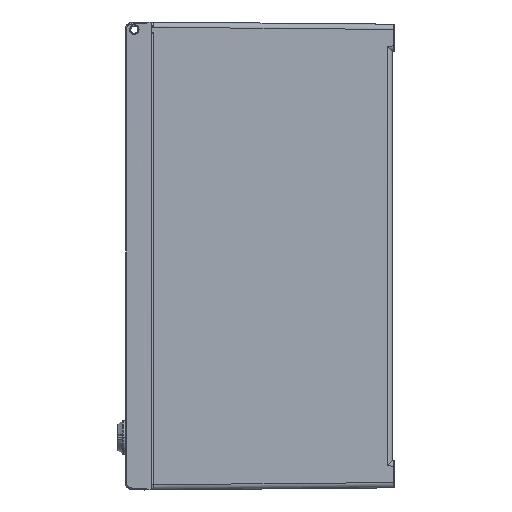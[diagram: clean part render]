
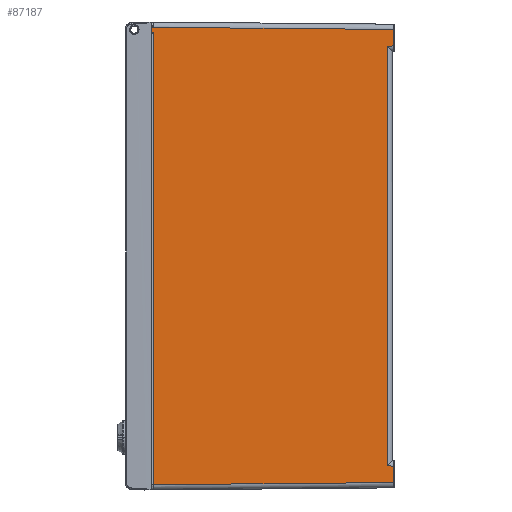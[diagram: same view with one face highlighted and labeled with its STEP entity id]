
A CAD part, left-side view. The second image highlights one B-rep face of the part: STEP entity #87187.
In plain terms, the highlighted planar face has unit normal (-1, -0.018, 0).
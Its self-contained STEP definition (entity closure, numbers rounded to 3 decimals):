
#2042=CARTESIAN_POINT('',(-285.217,-1.016,
179.517));
#2181=DIRECTION('',(0.017,-1.,0.017));
#2182=VECTOR('',#2181,5.44);
#2183=CARTESIAN_POINT('',(-285.311,4.421,179.422));
#2184=LINE('',#2183,#2182);
#2202=CARTESIAN_POINT('',(-285.311,4.421,
-179.422));
#2207=DIRECTION('',(0.,0.,1.));
#2208=VECTOR('',#2207,358.844);
#2209=CARTESIAN_POINT('',(-285.311,4.421,
-179.422));
#2210=LINE('',#2209,#2208);
#2214=CARTESIAN_POINT('',(-285.311,4.421,179.422));
#2241=CARTESIAN_POINT('',(-285.217,-1.014,
-179.517));
#2445=CARTESIAN_POINT('',(-285.217,-1.016,
-193.659));
#31130=CARTESIAN_POINT('',(-288.796,204.044,
195.521));
#31181=DIRECTION('',(-0.017,1.,0.017));
#31182=VECTOR('',#31181,9.968);
#31183=CARTESIAN_POINT('',(-288.796,204.035,
190.971));
#31184=LINE('',#31183,#31182);
#31188=DIRECTION('',(0.017,-1.,0.016));
#31189=VECTOR('',#31188,9.958);
#31190=CARTESIAN_POINT('',(-288.97,214.,
195.365));
#31191=LINE('',#31190,#31189);
#31195=DIRECTION('',(0.017,-1.,-0.009));
#31196=VECTOR('',#31195,205.088);
#31197=CARTESIAN_POINT('',(-288.796,204.035,
195.448));
#31198=LINE('',#31197,#31196);
#31202=DIRECTION('',(0.017,-1.,-0.017));
#31203=VECTOR('',#31202,5.437);
#31204=CARTESIAN_POINT('',(-285.311,4.421,
-179.422));
#31205=LINE('',#31204,#31203);
#31209=DIRECTION('',(-0.017,1.,-0.009));
#31210=VECTOR('',#31209,205.09);
#31211=CARTESIAN_POINT('',(-285.217,-1.016,
-193.659));
#31212=LINE('',#31211,#31210);
#31255=DIRECTION('',(0.,0.,-1.));
#31256=VECTOR('',#31255,386.419);
#31257=CARTESIAN_POINT('',(-288.796,204.035,
190.971));
#31258=LINE('',#31257,#31256);
#31409=DIRECTION('',(0.,0.,-1.));
#31410=VECTOR('',#31409,4.221);
#31411=CARTESIAN_POINT('',(-288.97,214.,
195.365));
#31412=LINE('',#31411,#31410);
#31505=CARTESIAN_POINT('',(-288.796,204.035,
195.448));
#31506=CARTESIAN_POINT('',(-288.796,204.032,
195.457));
#31507=CARTESIAN_POINT('',(-288.796,204.029,
195.473));
#31508=CARTESIAN_POINT('',(-288.796,204.042,
195.502));
#31509=CARTESIAN_POINT('',(-288.796,204.042,
195.513));
#31510=CARTESIAN_POINT('',(-288.796,204.044,
195.521));
#31564=DIRECTION('',(0.,0.,1.));
#31565=VECTOR('',#31564,14.142);
#31566=CARTESIAN_POINT('',(-285.217,-1.016,
179.517));
#31567=LINE('',#31566,#31565);
#31578=DIRECTION('',(0.,0.,1.));
#31579=VECTOR('',#31578,14.142);
#31580=CARTESIAN_POINT('',(-285.217,-1.016,
-193.659));
#31581=LINE('',#31580,#31579);
#37111=VERTEX_POINT('',#2042);
#37118=VERTEX_POINT('',#2214);
#37119=VERTEX_POINT('',#2202);
#37120=VERTEX_POINT('',#2241);
#37174=VERTEX_POINT('',#2445);
#40455=VERTEX_POINT('',#31130);
#40456=CARTESIAN_POINT('',(-288.97,214.,
195.365));
#40457=VERTEX_POINT('',#40456);
#40459=CARTESIAN_POINT('',(-288.796,204.035,
190.971));
#40460=CARTESIAN_POINT('',(-288.97,214.,
191.145));
#40461=VERTEX_POINT('',#40459);
#40462=VERTEX_POINT('',#40460);
#40463=VERTEX_POINT('',#31505);
#40464=CARTESIAN_POINT('',(-285.217,-1.014,
193.659));
#40465=VERTEX_POINT('',#40464);
#40466=CARTESIAN_POINT('',(-288.796,204.035,
-195.448));
#40467=VERTEX_POINT('',#40466);
#87160=CARTESIAN_POINT('',(-288.83,206.,-209.076));
#87161=DIRECTION('',(-1.,-0.017,0.));
#87162=DIRECTION('',(0.,0.,-1.));
#87163=AXIS2_PLACEMENT_3D('',#87160,#87161,#87162);
#87164=PLANE('',#87163);
#87166=ORIENTED_EDGE('',*,*,#87165,.T.);
#87168=ORIENTED_EDGE('',*,*,#87167,.F.);
#87169=ORIENTED_EDGE('',*,*,#87144,.T.);
#87171=ORIENTED_EDGE('',*,*,#87170,.F.);
#87173=ORIENTED_EDGE('',*,*,#87172,.T.);
#87175=ORIENTED_EDGE('',*,*,#87174,.F.);
#87176=ORIENTED_EDGE('',*,*,#42141,.F.);
#87177=ORIENTED_EDGE('',*,*,#42161,.F.);
#87178=ORIENTED_EDGE('',*,*,#42181,.T.);
#87180=ORIENTED_EDGE('',*,*,#87179,.F.);
#87182=ORIENTED_EDGE('',*,*,#87181,.T.);
#87184=ORIENTED_EDGE('',*,*,#87183,.F.);
#87185=EDGE_LOOP('',(#87166,#87168,#87169,#87171,#87173,#87175,#87176,#87177,
#87178,#87180,#87182,#87184));
#87186=FACE_OUTER_BOUND('',#87185,.F.);
#31511=B_SPLINE_CURVE_WITH_KNOTS('',3,(#31505,#31506,#31507,#31508,#31509,
#31510),.UNSPECIFIED.,.T.,.F.,(4,1,1,4),(0.,0.333,
0.667,1.),.UNSPECIFIED.);
#42141=EDGE_CURVE('',#37118,#37111,#2184,.T.);
#42161=EDGE_CURVE('',#37119,#37118,#2210,.T.);
#42181=EDGE_CURVE('',#37119,#37120,#31205,.T.);
#87144=EDGE_CURVE('',#40457,#40455,#31191,.T.);
#87165=EDGE_CURVE('',#40461,#40462,#31184,.T.);
#87167=EDGE_CURVE('',#40457,#40462,#31412,.T.);
#87170=EDGE_CURVE('',#40463,#40455,#31511,.T.);
#87172=EDGE_CURVE('',#40463,#40465,#31198,.T.);
#87174=EDGE_CURVE('',#37111,#40465,#31567,.T.);
#87179=EDGE_CURVE('',#37174,#37120,#31581,.T.);
#87181=EDGE_CURVE('',#37174,#40467,#31212,.T.);
#87183=EDGE_CURVE('',#40461,#40467,#31258,.T.);
#87187=ADVANCED_FACE('',(#87186),#87164,.T.);
